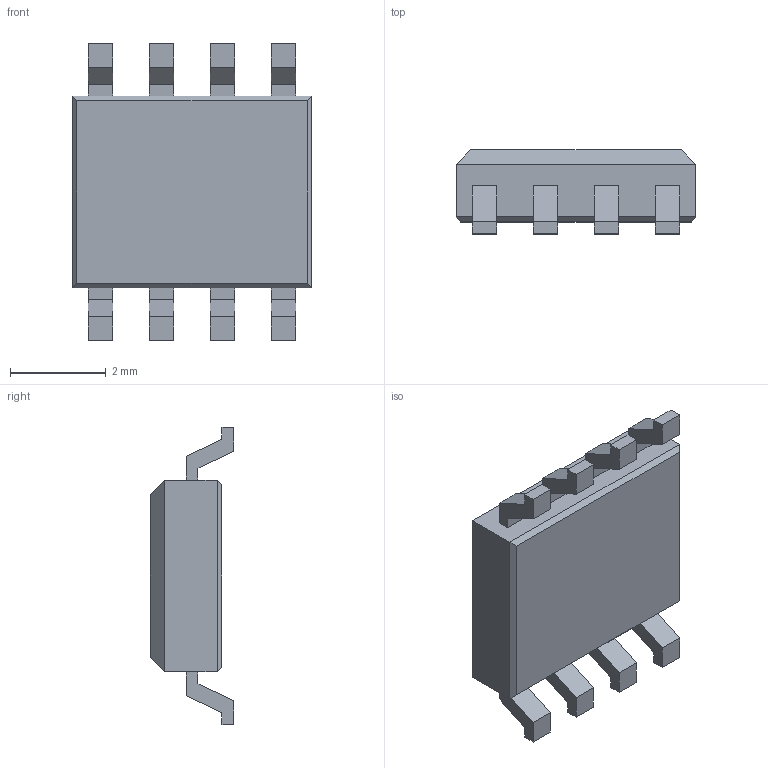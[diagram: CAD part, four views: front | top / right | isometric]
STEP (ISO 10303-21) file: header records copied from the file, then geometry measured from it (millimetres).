
FILE_DESCRIPTION(/* description */ (''),/* implementation_level */ '2;1');
FILE_NAME(/* name */ 'IRF_SO-8.step',/* time_stamp */ '2021-10-02T17:08:37+02:00',/* author */ (''),/* organization */ (''),/* preprocessor_version */ 'ST-DEVELOPER v18.1',/* originating_system */ 'Autodesk Translation Framework v10.10.0.1391',/* authorisation */ '');
FILE_SCHEMA (('AUTOMOTIVE_DESIGN { 1 0 10303 214 3 1 1 }'));
Length unit declared in the file: millimetre
Products named in the file (1): IRF_SO-8
Bounding box: 5 x 1.75 x 6.2 mm (x, y, z)
Volume: 30.9 mm3; surface area: 83.2 mm2
Topology: 1 solids, 1 shells, 88 faces, 223 edges, 146 vertices
Faces by surface type: plane 87, cylinder 1
Full cylindrical faces by diameter (mm): 1 x1
Entity records: 2618 total; most frequent: CARTESIAN_POINT 458, ORIENTED_EDGE 446, DIRECTION 403, EDGE_CURVE 223, LINE 221, VECTOR 221, VERTEX_POINT 146, EDGE_LOOP 97
